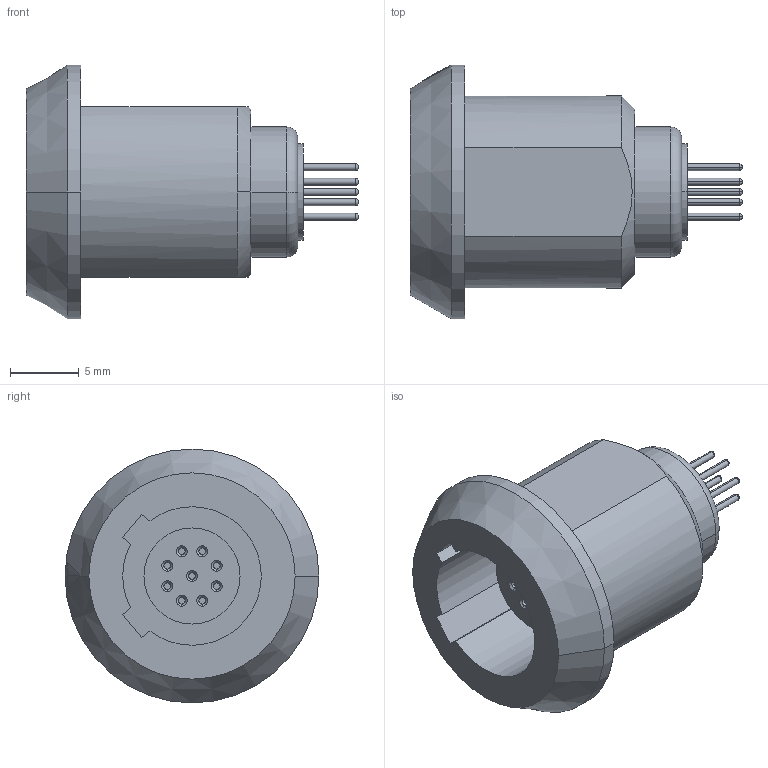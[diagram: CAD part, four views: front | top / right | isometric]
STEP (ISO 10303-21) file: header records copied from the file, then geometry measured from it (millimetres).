
FILE_DESCRIPTION((''),'2;1');
FILE_NAME('G11ME_-P09Q','2023-09-13T07:21:24',('RTrager'),(''),'CREO PARAMETRIC BY PTC INC, 2022014','CREO PARAMETRIC BY PTC INC, 2022014','');
FILE_SCHEMA(('AUTOMOTIVE_DESIGN { 1 0 10303 214 1 1 1 1 }'));
Length unit declared in the file: millimetre
Products named in the file (1): G11ME_-P09Q
Bounding box: 24.2 x 18.5 x 18.5 mm (x, y, z)
Volume: 2125.4 mm3; surface area: 2199.8 mm2
Topology: 1 solids, 1 shells, 141 faces, 303 edges, 188 vertices
Faces by surface type: cylinder 48, plane 41, bspline 26, cone 24, torus 2
Entity records: 8107 total; most frequent: CARTESIAN_POINT 1776, DIRECTION 728, ORIENTED_EDGE 606, PROPERTY_DEFINITION 409, REPRESENTATION 408, PROPERTY_DEFINITION_REPRESENTATION 408, EDGE_CURVE 303, AXIS2_PLACEMENT_3D 293
